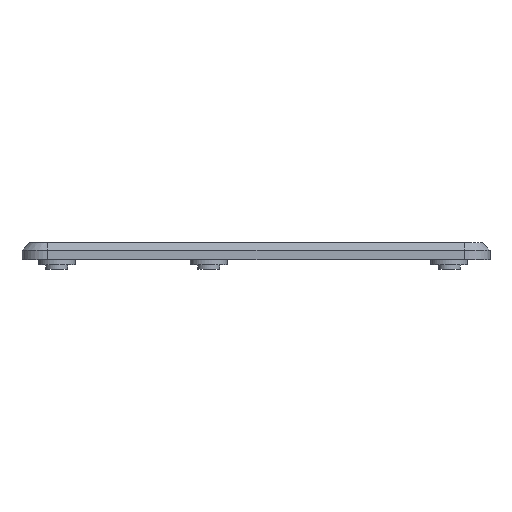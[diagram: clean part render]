
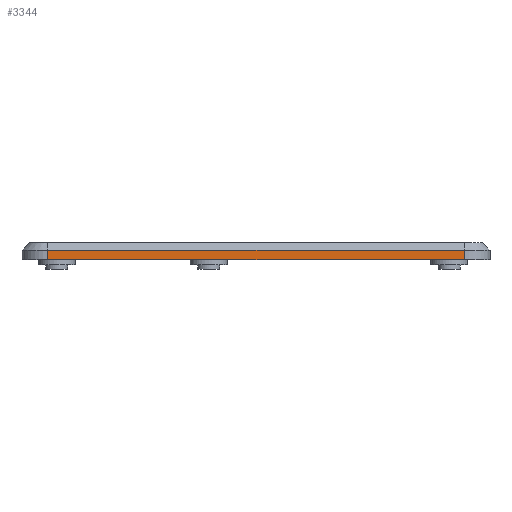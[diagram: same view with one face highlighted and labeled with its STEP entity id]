
A CAD part, left-side view. The second image highlights one B-rep face of the part: STEP entity #3344.
In plain terms, the highlighted planar face has unit normal (-1, 0, 0).
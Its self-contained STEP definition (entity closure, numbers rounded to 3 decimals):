
#229=PLANE('',#3680);
#411=FACE_OUTER_BOUND('',#665,.T.);
#665=EDGE_LOOP('',(#2828,#2829,#2830,#2831));
#995=LINE('',#5476,#1292);
#1005=LINE('',#5503,#1302);
#1006=LINE('',#5507,#1303);
#1007=LINE('',#5508,#1304);
#1292=VECTOR('',#4467,1.);
#1302=VECTOR('',#4497,1.);
#1303=VECTOR('',#4502,1.);
#1304=VECTOR('',#4503,1.);
#1728=VERTEX_POINT('',#5470);
#1729=VERTEX_POINT('',#5474);
#1736=VERTEX_POINT('',#5502);
#1737=VERTEX_POINT('',#5506);
#2116=EDGE_CURVE('',#1728,#1729,#995,.T.);
#2129=EDGE_CURVE('',#1736,#1729,#1005,.T.);
#2131=EDGE_CURVE('',#1737,#1728,#1006,.T.);
#2132=EDGE_CURVE('',#1737,#1736,#1007,.T.);
#2828=ORIENTED_EDGE('',*,*,#2116,.F.);
#2829=ORIENTED_EDGE('',*,*,#2131,.F.);
#2830=ORIENTED_EDGE('',*,*,#2132,.T.);
#2831=ORIENTED_EDGE('',*,*,#2129,.T.);
#3344=ADVANCED_FACE('',(#411),#229,.T.);
#3680=AXIS2_PLACEMENT_3D('',#5505,#4500,#4501);
#4467=DIRECTION('',(0.,-1.,0.));
#4497=DIRECTION('',(0.,0.,1.));
#4500=DIRECTION('center_axis',(-1.,0.,0.));
#4501=DIRECTION('ref_axis',(0.,-1.,0.));
#4502=DIRECTION('',(0.,0.,1.));
#4503=DIRECTION('',(0.,-1.,0.));
#5470=CARTESIAN_POINT('',(-109.,53.15,5.6));
#5474=CARTESIAN_POINT('',(-109.,-59.25,5.6));
#5476=CARTESIAN_POINT('',(-109.,25.05,5.6));
#5502=CARTESIAN_POINT('',(-109.,-59.25,3.));
#5503=CARTESIAN_POINT('',(-109.,-59.25,1.6));
#5505=CARTESIAN_POINT('Origin',(-109.,53.15,1.6));
#5506=CARTESIAN_POINT('',(-109.,53.15,3.));
#5507=CARTESIAN_POINT('',(-109.,53.15,1.6));
#5508=CARTESIAN_POINT('',(-109.,25.05,3.));
